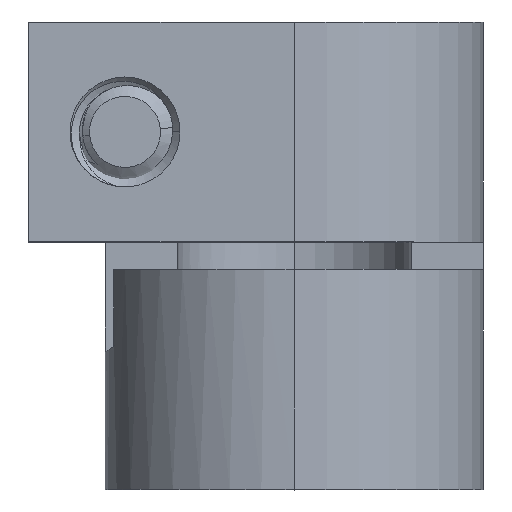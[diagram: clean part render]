
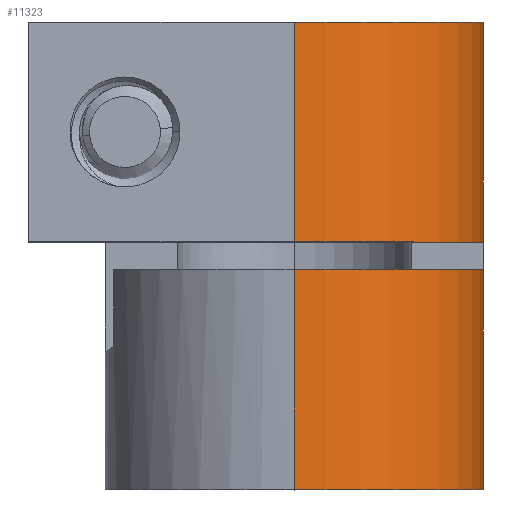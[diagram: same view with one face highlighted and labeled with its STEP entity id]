
A CAD part, top view. The second image highlights one B-rep face of the part: STEP entity #11323.
In plain terms, the highlighted cylindrical face has radius 6.875 mm (diameter 13.75 mm), a partial arc.
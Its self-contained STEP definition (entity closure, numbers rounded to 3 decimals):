
#81 = ORIENTED_EDGE ( 'NONE', *, *, #12460, .F. ) ;
#179 = DIRECTION ( 'NONE',  ( 0., 1., 0. ) ) ;
#462 = EDGE_CURVE ( 'NONE', #12970, #1897, #5270, .T. ) ;
#503 = AXIS2_PLACEMENT_3D ( 'NONE', #4490, #11633, #6600 ) ;
#511 = FACE_OUTER_BOUND ( 'NONE', #2656, .T. ) ;
#585 = EDGE_CURVE ( 'NONE', #8470, #5697, #9684, .T. ) ;
#855 = DIRECTION ( 'NONE',  ( 0., 0., 1. ) ) ;
#1131 = CIRCLE ( 'NONE', #10448, 6.875 ) ;
#1252 = AXIS2_PLACEMENT_3D ( 'NONE', #12831, #5939, #855 ) ;
#1303 = DIRECTION ( 'NONE',  ( 0., -1., 0. ) ) ;
#1696 = CARTESIAN_POINT ( 'NONE',  ( 0., 8., 33.125 ) ) ;
#1765 = CARTESIAN_POINT ( 'NONE',  ( 0., 8., 33.125 ) ) ;
#1897 = VERTEX_POINT ( 'NONE', #4654 ) ;
#1941 = ORIENTED_EDGE ( 'NONE', *, *, #12562, .F. ) ;
#2025 = EDGE_CURVE ( 'NONE', #8470, #4978, #10995, .T. ) ;
#2289 = DIRECTION ( 'NONE',  ( 0., 1., 0. ) ) ;
#2323 = EDGE_CURVE ( 'NONE', #1897, #11058, #6601, .T. ) ;
#2397 = CARTESIAN_POINT ( 'NONE',  ( 0., 8., 19.375 ) ) ;
#2648 = DIRECTION ( 'NONE',  ( 0., -1., 0. ) ) ;
#2656 = EDGE_LOOP ( 'NONE', ( #81, #12843, #3086, #1941, #9457, #11085, #7090, #11709 ) ) ;
#3079 = EDGE_CURVE ( 'NONE', #5697, #11858, #12481, .T. ) ;
#3086 = ORIENTED_EDGE ( 'NONE', *, *, #2323, .T. ) ;
#3317 = DIRECTION ( 'NONE',  ( 0., 0., 1. ) ) ;
#3453 = VECTOR ( 'NONE', #11650, 1000. ) ;
#3879 = CARTESIAN_POINT ( 'NONE',  ( 0., 0., 33.125 ) ) ;
#4147 = CARTESIAN_POINT ( 'NONE',  ( 0., -9., 19.375 ) ) ;
#4490 = CARTESIAN_POINT ( 'NONE',  ( 0., 8., 26.25 ) ) ;
#4654 = CARTESIAN_POINT ( 'NONE',  ( 0., 8., 33.125 ) ) ;
#4759 = DIRECTION ( 'NONE',  ( 0., 0., -1. ) ) ;
#4780 = CARTESIAN_POINT ( 'NONE',  ( 0., -9., 33.125 ) ) ;
#4862 = VECTOR ( 'NONE', #10798, 1000. ) ;
#4978 = VERTEX_POINT ( 'NONE', #4780 ) ;
#5270 = CIRCLE ( 'NONE', #9780, 6.875 ) ;
#5321 = CARTESIAN_POINT ( 'NONE',  ( 0., 0., 26.25 ) ) ;
#5572 = CYLINDRICAL_SURFACE ( 'NONE', #503, 6.875 ) ;
#5697 = VERTEX_POINT ( 'NONE', #10335 ) ;
#5939 = DIRECTION ( 'NONE',  ( 0., 1., 0. ) ) ;
#6325 = CARTESIAN_POINT ( 'NONE',  ( 0., -9., 26.25 ) ) ;
#6600 = DIRECTION ( 'NONE',  ( 0., 0., 1. ) ) ;
#6601 = LINE ( 'NONE', #1696, #3453 ) ;
#7010 = LINE ( 'NONE', #12259, #10637 ) ;
#7058 = EDGE_CURVE ( 'NONE', #4978, #8898, #1131, .T. ) ;
#7090 = ORIENTED_EDGE ( 'NONE', *, *, #2025, .T. ) ;
#7288 = VECTOR ( 'NONE', #179, 1000. ) ;
#7363 = AXIS2_PLACEMENT_3D ( 'NONE', #5321, #1303, #10341 ) ;
#7959 = CIRCLE ( 'NONE', #7363, 6.875 ) ;
#8165 = CARTESIAN_POINT ( 'NONE',  ( 0., -1., 33.125 ) ) ;
#8470 = VERTEX_POINT ( 'NONE', #8165 ) ;
#8690 = CARTESIAN_POINT ( 'NONE',  ( 0., 8., 26.25 ) ) ;
#8898 = VERTEX_POINT ( 'NONE', #4147 ) ;
#9457 = ORIENTED_EDGE ( 'NONE', *, *, #3079, .F. ) ;
#9684 = CIRCLE ( 'NONE', #1252, 6.875 ) ;
#9780 = AXIS2_PLACEMENT_3D ( 'NONE', #8690, #2648, #4759 ) ;
#10335 = CARTESIAN_POINT ( 'NONE',  ( 6.875, -1., 26.25 ) ) ;
#10341 = DIRECTION ( 'NONE',  ( 0., 0., -1. ) ) ;
#10448 = AXIS2_PLACEMENT_3D ( 'NONE', #6325, #2289, #3317 ) ;
#10637 = VECTOR ( 'NONE', #11189, 1000. ) ;
#10798 = DIRECTION ( 'NONE',  ( 0., -1., 0. ) ) ;
#10995 = LINE ( 'NONE', #1765, #4862 ) ;
#11058 = VERTEX_POINT ( 'NONE', #3879 ) ;
#11085 = ORIENTED_EDGE ( 'NONE', *, *, #585, .F. ) ;
#11189 = DIRECTION ( 'NONE',  ( 0., -1., 0. ) ) ;
#11246 = CARTESIAN_POINT ( 'NONE',  ( 6.875, 0., 26.25 ) ) ;
#11323 = ADVANCED_FACE ( 'NONE', ( #511 ), #5572, .T. ) ;
#11398 = CARTESIAN_POINT ( 'NONE',  ( 6.875, -1., 26.25 ) ) ;
#11633 = DIRECTION ( 'NONE',  ( 0., -1., 0. ) ) ;
#11650 = DIRECTION ( 'NONE',  ( 0., -1., 0. ) ) ;
#11709 = ORIENTED_EDGE ( 'NONE', *, *, #7058, .T. ) ;
#11858 = VERTEX_POINT ( 'NONE', #11246 ) ;
#12259 = CARTESIAN_POINT ( 'NONE',  ( 0., 8., 19.375 ) ) ;
#12460 = EDGE_CURVE ( 'NONE', #12970, #8898, #7010, .T. ) ;
#12481 = LINE ( 'NONE', #11398, #7288 ) ;
#12562 = EDGE_CURVE ( 'NONE', #11858, #11058, #7959, .T. ) ;
#12831 = CARTESIAN_POINT ( 'NONE',  ( 0., -1., 26.25 ) ) ;
#12843 = ORIENTED_EDGE ( 'NONE', *, *, #462, .T. ) ;
#12970 = VERTEX_POINT ( 'NONE', #2397 ) ;
